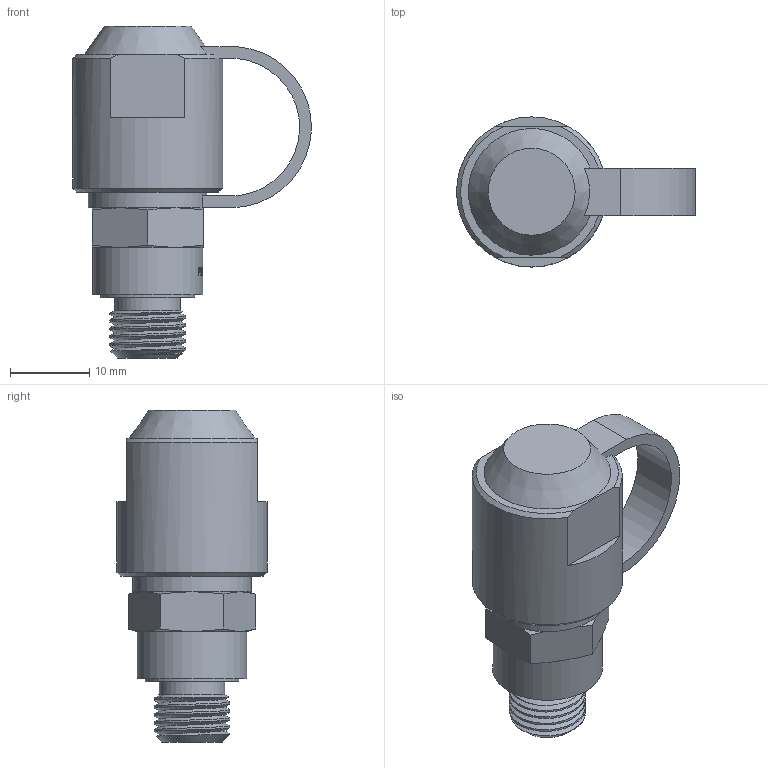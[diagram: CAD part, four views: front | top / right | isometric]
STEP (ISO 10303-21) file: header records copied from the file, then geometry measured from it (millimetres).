
FILE_DESCRIPTION(/* description */ (''),/* implementation_level */ '2;1');
FILE_NAME(/* name */ 'PNK-G1_8-S12-AR-CV.stp',/* time_stamp */ '2025-02-11T10:36:59-03:00',/* author */ ('Jefferson'),/* organization */ (''),/* preprocessor_version */ 'ST-DEVELOPER v19',/* originating_system */ 'Autodesk Inventor 2023',/* authorisation */ '');
FILE_SCHEMA (('AUTOMOTIVE_DESIGN { 1 0 10303 214 3 1 1 }'));
Length unit declared in the file: millimetre
Products named in the file (7): PNK-G1_8-S12-AR-CV; 14-3; 14-2; 81; 01-111_SIZE 10 - 1_8 - M10X1; 14-1; GUARDA PÓ DO ADAPTADOR DOBRADA
Assembly tree (6 placements, depth 3):
  PNK-G1_8-S12-AR-CV
    14-3
      14-2
      81
      01-111_SIZE 10 - 1_8 - M10X1
      14-1
    GUARDA PÓ DO ADAPTADOR DOBRADA
Bounding box: 30.21 x 19 x 42 mm (x, y, z)
Volume: 7051.5 mm3; surface area: 5789.4 mm2
Topology: 5 solids, 5 shells, 361 faces, 928 edges, 604 vertices
Faces by surface type: bspline 198, cylinder 59, plane 53, cone 36, torus 15
Full cylindrical faces by diameter (mm): 3.5 x2, 5 x1, 7 x2, 7.3 x1, 7.85 x1, 8.3 x1, 8.4 x1, 9 x1, 9.05 x1, 9.6 x1, 10.7 x1, 10.9 x1, 11 x1, 11.5 x1, 11.6 x1, 11.9 x1, 12.3 x3, 13.9 x1, 15 x1, 15.5 x1, 19 x1
Entity records: 16979 total; most frequent: CARTESIAN_POINT 9317, ORIENTED_EDGE 1856, DIRECTION 947, EDGE_CURVE 928, VERTEX_POINT 604, B_SPLINE_CURVE_WITH_KNOTS 446, EDGE_LOOP 398, FACE_OUTER_BOUND 361
